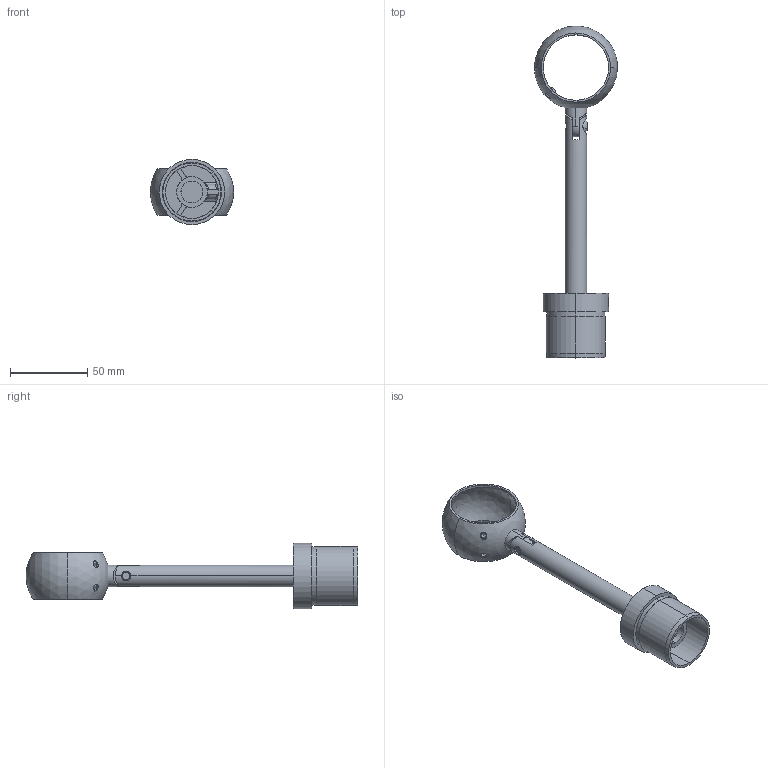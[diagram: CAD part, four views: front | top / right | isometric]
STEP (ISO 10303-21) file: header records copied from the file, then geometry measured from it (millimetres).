
FILE_DESCRIPTION (( 'STEP AP203' ), '1' );
FILE_NAME ('1804314CC CUS.STEP', '2024-05-08T14:40:42', ( '' ), ( '' ), 'SwSTEP 2.0', 'SolidWorks 2023', '' );
FILE_SCHEMA (( 'CONFIG_CONTROL_DESIGN' ));
Length unit declared in the file: millimetre
Products named in the file (1): 1804314CC CUS
Bounding box: 53.9 x 215.39 x 42.4 mm (x, y, z)
Volume: 52906.9 mm3; surface area: 34122.9 mm2
Topology: 7 solids, 7 shells, 172 faces, 432 edges, 270 vertices
Faces by surface type: plane 69, cylinder 65, cone 24, sphere 8, bspline 4, torus 2
Entity records: 6189 total; most frequent: CARTESIAN_POINT 2068, DIRECTION 853, ORIENTED_EDGE 824, EDGE_CURVE 412, AXIS2_PLACEMENT_3D 326, VERTEX_POINT 264, VECTOR 201, LINE 201
